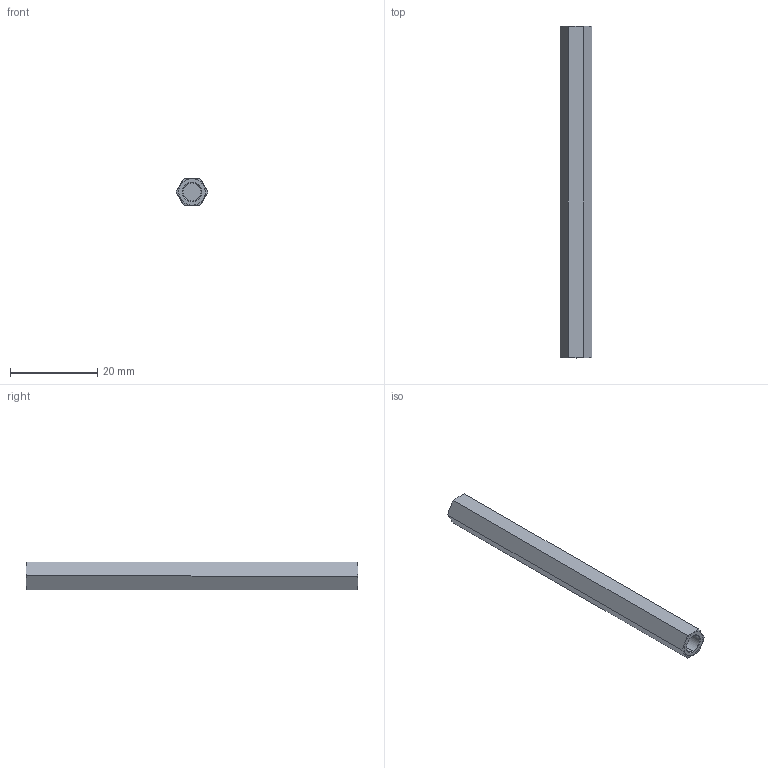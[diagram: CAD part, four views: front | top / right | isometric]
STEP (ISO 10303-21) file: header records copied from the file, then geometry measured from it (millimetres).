
FILE_DESCRIPTION (( 'STEP AP214' ), '1' );
FILE_NAME ('275-1020-001 Rev1.STEP', '2015-09-23T22:06:39', ( 'svradm' ), ( '' ), 'SwSTEP 2.0', 'SolidWorks 2015', '' );
FILE_SCHEMA (( 'AUTOMOTIVE_DESIGN' ));
Length unit declared in the file: inch
Products named in the file (1): 275-1020-001 Rev1
Bounding box: 7.33 x 76.2 x 6.35 mm (x, y, z)
Volume: 2310.2 mm3; surface area: 2077 mm2
Topology: 1 solids, 1 shells, 22 faces, 50 edges, 32 vertices
Faces by surface type: plane 10, bspline 4, cone 4, cylinder 4
Entity records: 817 total; most frequent: CARTESIAN_POINT 323, ORIENTED_EDGE 100, DIRECTION 84, EDGE_CURVE 50, AXIS2_PLACEMENT_3D 35, VERTEX_POINT 32, EDGE_LOOP 24, FACE_OUTER_BOUND 22
